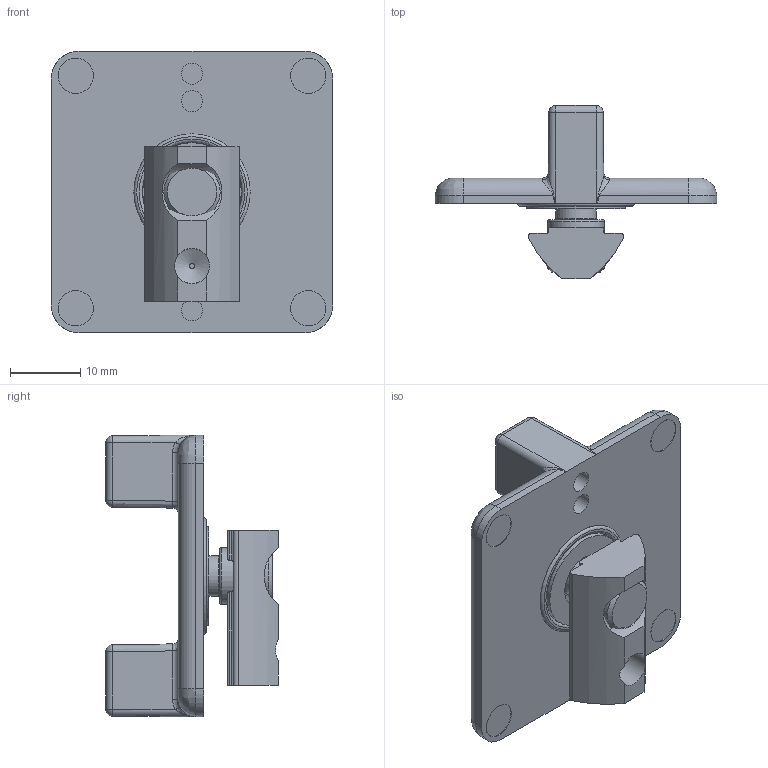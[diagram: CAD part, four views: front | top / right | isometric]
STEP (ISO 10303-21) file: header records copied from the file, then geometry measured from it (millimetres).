
FILE_DESCRIPTION(/* description */ ('KriTec Nutgleiter 8'),/* implementation_level */ '2;1');
FILE_NAME(/* name */ '14401_KriTec_Nutgleiter_8.stp',/* time_stamp */ '2019-01-04T16:24:04+01:00',/* author */ ('jendrek'),/* organization */ (''),/* preprocessor_version */ 'ST-DEVELOPER v17',/* originating_system */ 'Autodesk Inventor 2018',/* authorisation */ '');
FILE_SCHEMA (('AUTOMOTIVE_DESIGN { 1 0 10303 214 3 1 1 }'));
Length unit declared in the file: millimetre
Products named in the file (5): 14401; 093ST4040N08R01_093ST4040N08R01; 340ME520; 4DIN988D0814M_4DIN988D0814E; 096028_Standard
Assembly tree (4 placements, depth 2):
  14401
    093ST4040N08R01_093ST4040N08R01
    340ME520
    4DIN988D0814M_4DIN988D0814E
    096028_Standard
Bounding box: 40 x 24.5 x 40 mm (x, y, z)
Volume: 8276.3 mm3; surface area: 6778.8 mm2
Topology: 4 solids, 4 shells, 164 faces, 416 edges, 266 vertices
Faces by surface type: plane 53, cylinder 52, bspline 24, torus 15, cone 12, sphere 8
Full cylindrical faces by diameter (mm): 2.5 x1, 3 x4, 5 x5, 5.8 x1, 6.8 x1, 8 x2, 14 x2, 17.5 x1
Entity records: 6631 total; most frequent: CARTESIAN_POINT 2457, DIRECTION 893, ORIENTED_EDGE 814, EDGE_CURVE 407, AXIS2_PLACEMENT_3D 376, VERTEX_POINT 266, CIRCLE 212, EDGE_LOOP 185
